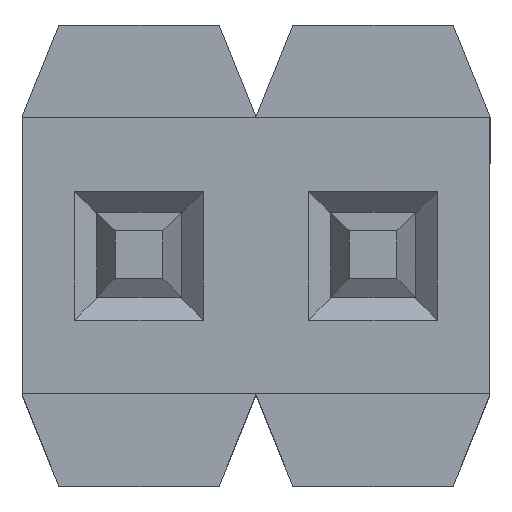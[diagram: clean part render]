
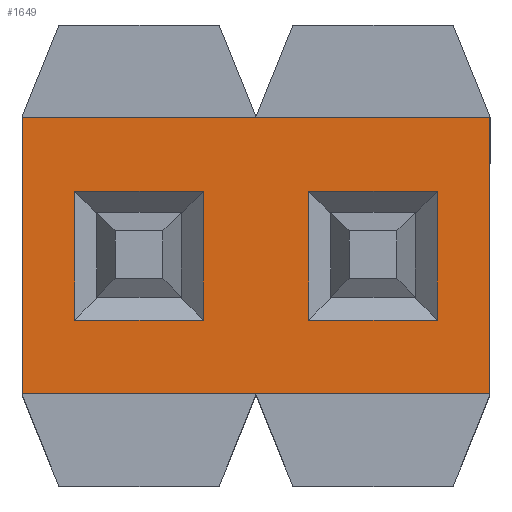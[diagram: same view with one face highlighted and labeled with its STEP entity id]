
A CAD part, top view. The second image highlights one B-rep face of the part: STEP entity #1649.
In plain terms, the highlighted planar face has unit normal (0, 0, 1).
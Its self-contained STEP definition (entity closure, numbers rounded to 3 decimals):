
#118 = VERTEX_POINT ( 'NONE', #574 ) ;
#120 = EDGE_CURVE ( 'NONE', #121, #118, #573, .T. ) ;
#121 = VERTEX_POINT ( 'NONE', #569 ) ;
#143 = VERTEX_POINT ( 'NONE', #595 ) ;
#148 = VERTEX_POINT ( 'NONE', #646 ) ;
#569 = CARTESIAN_POINT ( 'NONE',  ( 1.27, -0.75, 1.46 ) ) ;
#570 = DIRECTION ( 'NONE',  ( 0., 1., 0. ) ) ;
#571 = VECTOR ( 'NONE', #570, 1000. ) ;
#572 = CARTESIAN_POINT ( 'NONE',  ( 1.27, -0.75, 1.46 ) ) ;
#573 = LINE ( 'NONE', #572, #571 ) ;
#574 = CARTESIAN_POINT ( 'NONE',  ( 1.27, 0.75, 1.46 ) ) ;
#595 = CARTESIAN_POINT ( 'NONE',  ( -1.27, 0.75, 1.46 ) ) ;
#646 = CARTESIAN_POINT ( 'NONE',  ( -1.27, -0.75, 1.46 ) ) ;
#692 = CARTESIAN_POINT ( 'NONE',  ( 0.285, -0.35, 1.46 ) ) ;
#1002 = CARTESIAN_POINT ( 'NONE',  ( -0.985, -0.35, 1.46 ) ) ;
#1007 = LINE ( 'NONE', #1070, #1069 ) ;
#1039 = LINE ( 'NONE', #1105, #1104 ) ;
#1040 = CARTESIAN_POINT ( 'NONE',  ( -0.285, -0.35, 1.46 ) ) ;
#1041 = DIRECTION ( 'NONE',  ( -1., 0., 0. ) ) ;
#1042 = VECTOR ( 'NONE', #1041, 1000. ) ;
#1043 = CARTESIAN_POINT ( 'NONE',  ( -1.27, -0.35, 1.46 ) ) ;
#1044 = LINE ( 'NONE', #1043, #1042 ) ;
#1045 = DIRECTION ( 'NONE',  ( 1., 0., 0. ) ) ;
#1046 = VECTOR ( 'NONE', #1045, 1000. ) ;
#1047 = CARTESIAN_POINT ( 'NONE',  ( -1.27, 0.75, 1.46 ) ) ;
#1048 = LINE ( 'NONE', #1047, #1046 ) ;
#1049 = DIRECTION ( 'NONE',  ( 1., 0., 0. ) ) ;
#1050 = VECTOR ( 'NONE', #1049, 1000. ) ;
#1051 = CARTESIAN_POINT ( 'NONE',  ( -1.27, 0.35, 1.46 ) ) ;
#1052 = LINE ( 'NONE', #1051, #1050 ) ;
#1053 = DIRECTION ( 'NONE',  ( -1., 0., 0. ) ) ;
#1054 = DIRECTION ( 'NONE',  ( 0., 0., -1. ) ) ;
#1055 = CARTESIAN_POINT ( 'NONE',  ( -1.27, -0.75, 1.46 ) ) ;
#1056 = AXIS2_PLACEMENT_3D ( 'NONE', #1055, #1054, #1053 ) ;
#1057 = PLANE ( 'NONE',  #1056 ) ;
#1058 = FACE_OUTER_BOUND ( 'NONE', #1652, .T. ) ;
#1059 = FACE_BOUND ( 'NONE', #1661, .T. ) ;
#1060 = FACE_BOUND ( 'NONE', #1655, .T. ) ;
#1061 = CARTESIAN_POINT ( 'NONE',  ( 0.985, 0.35, 1.46 ) ) ;
#1062 = CARTESIAN_POINT ( 'NONE',  ( 0.285, 0.35, 1.46 ) ) ;
#1063 = CARTESIAN_POINT ( 'NONE',  ( 0.985, -0.35, 1.46 ) ) ;
#1064 = DIRECTION ( 'NONE',  ( 0., -1., 0. ) ) ;
#1065 = VECTOR ( 'NONE', #1064, 1000. ) ;
#1066 = CARTESIAN_POINT ( 'NONE',  ( 0.985, -0.75, 1.46 ) ) ;
#1067 = LINE ( 'NONE', #1066, #1065 ) ;
#1068 = DIRECTION ( 'NONE',  ( -1., 0., 0. ) ) ;
#1069 = VECTOR ( 'NONE', #1068, 1000. ) ;
#1070 = CARTESIAN_POINT ( 'NONE',  ( -1.27, -0.35, 1.46 ) ) ;
#1079 = DIRECTION ( 'NONE',  ( 0., 1., 0. ) ) ;
#1080 = VECTOR ( 'NONE', #1079, 1000. ) ;
#1081 = CARTESIAN_POINT ( 'NONE',  ( -0.985, -0.75, 1.46 ) ) ;
#1082 = LINE ( 'NONE', #1081, #1080 ) ;
#1083 = DIRECTION ( 'NONE',  ( 0., -1., 0. ) ) ;
#1084 = VECTOR ( 'NONE', #1083, 1000. ) ;
#1085 = CARTESIAN_POINT ( 'NONE',  ( -0.285, -0.75, 1.46 ) ) ;
#1086 = LINE ( 'NONE', #1085, #1084 ) ;
#1087 = CARTESIAN_POINT ( 'NONE',  ( -0.985, 0.35, 1.46 ) ) ;
#1088 = CARTESIAN_POINT ( 'NONE',  ( -0.285, 0.35, 1.46 ) ) ;
#1089 = DIRECTION ( 'NONE',  ( 0., 1., 0. ) ) ;
#1090 = VECTOR ( 'NONE', #1089, 1000. ) ;
#1091 = CARTESIAN_POINT ( 'NONE',  ( 0.285, -0.75, 1.46 ) ) ;
#1092 = LINE ( 'NONE', #1091, #1090 ) ;
#1093 = DIRECTION ( 'NONE',  ( 1., 0., 0. ) ) ;
#1094 = VECTOR ( 'NONE', #1093, 1000. ) ;
#1095 = CARTESIAN_POINT ( 'NONE',  ( -1.27, 0.35, 1.46 ) ) ;
#1096 = LINE ( 'NONE', #1095, #1094 ) ;
#1103 = DIRECTION ( 'NONE',  ( 1., 0., 0. ) ) ;
#1104 = VECTOR ( 'NONE', #1103, 1000. ) ;
#1105 = CARTESIAN_POINT ( 'NONE',  ( -1.27, -0.75, 1.46 ) ) ;
#1125 = DIRECTION ( 'NONE',  ( 0., 1., 0. ) ) ;
#1126 = VECTOR ( 'NONE', #1125, 1000. ) ;
#1127 = CARTESIAN_POINT ( 'NONE',  ( -1.27, -0.75, 1.46 ) ) ;
#1128 = LINE ( 'NONE', #1127, #1126 ) ;
#1606 = VERTEX_POINT ( 'NONE', #692 ) ;
#1608 = VERTEX_POINT ( 'NONE', #1002 ) ;
#1613 = ORIENTED_EDGE ( 'NONE', *, *, #120, .T. ) ;
#1618 = ORIENTED_EDGE ( 'NONE', *, *, #1656, .F. ) ;
#1642 = ORIENTED_EDGE ( 'NONE', *, *, #1644, .T. ) ;
#1643 = EDGE_CURVE ( 'NONE', #1645, #1606, #1007, .T. ) ;
#1644 = EDGE_CURVE ( 'NONE', #1647, #1645, #1067, .T. ) ;
#1645 = VERTEX_POINT ( 'NONE', #1063 ) ;
#1646 = VERTEX_POINT ( 'NONE', #1062 ) ;
#1647 = VERTEX_POINT ( 'NONE', #1061 ) ;
#1648 = ORIENTED_EDGE ( 'NONE', *, *, #1643, .T. ) ;
#1649 = ADVANCED_FACE ( 'NONE', ( #1060, #1059, #1058 ), #1057, .F. ) ;
#1650 = EDGE_CURVE ( 'NONE', #1646, #1647, #1052, .T. ) ;
#1652 = EDGE_LOOP ( 'NONE', ( #1613, #1618, #1674, #1675 ) ) ;
#1654 = ORIENTED_EDGE ( 'NONE', *, *, #1650, .T. ) ;
#1655 = EDGE_LOOP ( 'NONE', ( #1654, #1642, #1648, #1663 ) ) ;
#1656 = EDGE_CURVE ( 'NONE', #143, #118, #1048, .T. ) ;
#1657 = ORIENTED_EDGE ( 'NONE', *, *, #1658, .T. ) ;
#1658 = EDGE_CURVE ( 'NONE', #1660, #1608, #1044, .T. ) ;
#1660 = VERTEX_POINT ( 'NONE', #1040 ) ;
#1661 = EDGE_LOOP ( 'NONE', ( #1671, #1673, #1657, #1682 ) ) ;
#1663 = ORIENTED_EDGE ( 'NONE', *, *, #1669, .T. ) ;
#1664 = EDGE_CURVE ( 'NONE', #148, #121, #1039, .T. ) ;
#1668 = EDGE_CURVE ( 'NONE', #1676, #1670, #1096, .T. ) ;
#1669 = EDGE_CURVE ( 'NONE', #1606, #1646, #1092, .T. ) ;
#1670 = VERTEX_POINT ( 'NONE', #1088 ) ;
#1671 = ORIENTED_EDGE ( 'NONE', *, *, #1668, .T. ) ;
#1673 = ORIENTED_EDGE ( 'NONE', *, *, #1677, .T. ) ;
#1674 = ORIENTED_EDGE ( 'NONE', *, *, #1696, .F. ) ;
#1675 = ORIENTED_EDGE ( 'NONE', *, *, #1664, .T. ) ;
#1676 = VERTEX_POINT ( 'NONE', #1087 ) ;
#1677 = EDGE_CURVE ( 'NONE', #1670, #1660, #1086, .T. ) ;
#1679 = EDGE_CURVE ( 'NONE', #1608, #1676, #1082, .T. ) ;
#1682 = ORIENTED_EDGE ( 'NONE', *, *, #1679, .T. ) ;
#1696 = EDGE_CURVE ( 'NONE', #148, #143, #1128, .T. ) ;
